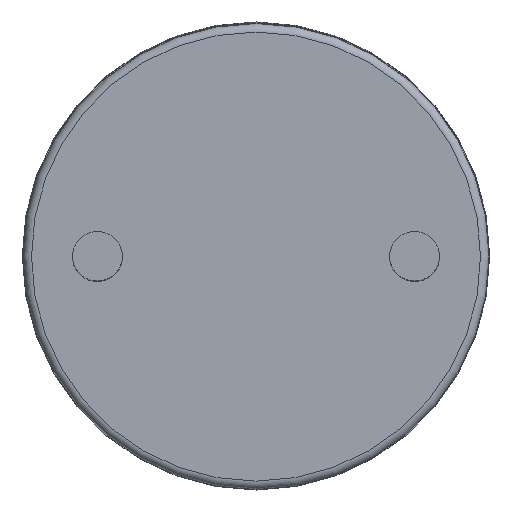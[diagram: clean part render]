
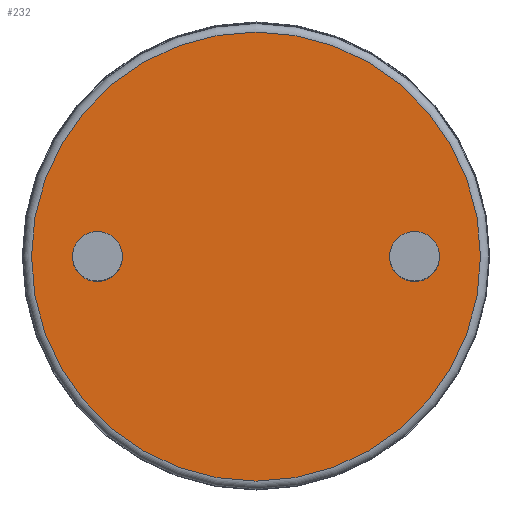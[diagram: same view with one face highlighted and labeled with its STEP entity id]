
A CAD part, front view. The second image highlights one B-rep face of the part: STEP entity #232.
In plain terms, the highlighted planar face has unit normal (0, -1, -0.003).
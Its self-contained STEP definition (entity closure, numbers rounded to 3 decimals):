
#15=FACE_BOUND('',#52,.T.);
#16=FACE_BOUND('',#53,.T.);
#27=PLANE('',#280);
#37=FACE_OUTER_BOUND('',#51,.T.);
#51=EDGE_LOOP('',(#184,#185));
#52=EDGE_LOOP('',(#186,#187));
#53=EDGE_LOOP('',(#188,#189));
#75=CIRCLE('',#261,1.5);
#76=CIRCLE('',#262,1.5);
#79=CIRCLE('',#267,1.5);
#80=CIRCLE('',#268,1.5);
#85=CIRCLE('',#275,13.45);
#86=CIRCLE('',#276,13.45);
#101=VERTEX_POINT('',#390);
#102=VERTEX_POINT('',#391);
#105=VERTEX_POINT('',#401);
#106=VERTEX_POINT('',#402);
#111=VERTEX_POINT('',#415);
#112=VERTEX_POINT('',#417);
#125=EDGE_CURVE('',#101,#102,#75,.T.);
#126=EDGE_CURVE('',#102,#101,#76,.T.);
#130=EDGE_CURVE('',#105,#106,#79,.T.);
#131=EDGE_CURVE('',#106,#105,#80,.T.);
#137=EDGE_CURVE('',#111,#112,#85,.T.);
#138=EDGE_CURVE('',#112,#111,#86,.T.);
#184=ORIENTED_EDGE('',*,*,#138,.F.);
#185=ORIENTED_EDGE('',*,*,#137,.F.);
#186=ORIENTED_EDGE('',*,*,#125,.T.);
#187=ORIENTED_EDGE('',*,*,#126,.T.);
#188=ORIENTED_EDGE('',*,*,#130,.T.);
#189=ORIENTED_EDGE('',*,*,#131,.T.);
#232=ADVANCED_FACE('',(#37,#15,#16),#27,.T.);
#261=AXIS2_PLACEMENT_3D('',#392,#304,#305);
#262=AXIS2_PLACEMENT_3D('',#393,#306,#307);
#267=AXIS2_PLACEMENT_3D('',#403,#317,#318);
#268=AXIS2_PLACEMENT_3D('',#404,#319,#320);
#275=AXIS2_PLACEMENT_3D('',#418,#334,#335);
#276=AXIS2_PLACEMENT_3D('',#419,#336,#337);
#280=AXIS2_PLACEMENT_3D('',#425,#345,#346);
#304=DIRECTION('center_axis',(0.,1.,0.003));
#305=DIRECTION('ref_axis',(1.,0.,0.));
#306=DIRECTION('center_axis',(0.,1.,0.003));
#307=DIRECTION('ref_axis',(1.,0.,0.));
#317=DIRECTION('center_axis',(0.,1.,0.003));
#318=DIRECTION('ref_axis',(1.,0.,0.));
#319=DIRECTION('center_axis',(0.,1.,0.003));
#320=DIRECTION('ref_axis',(1.,0.,0.));
#334=DIRECTION('center_axis',(0.,1.,0.003));
#335=DIRECTION('ref_axis',(0.,-0.003,1.));
#336=DIRECTION('center_axis',(0.,1.,0.003));
#337=DIRECTION('ref_axis',(0.,-0.003,1.));
#345=DIRECTION('center_axis',(0.,-1.,
-0.003));
#346=DIRECTION('ref_axis',(0.,0.003,-1.));
#390=CARTESIAN_POINT('',(146.5,74.763,-83.712));
#391=CARTESIAN_POINT('',(143.5,74.763,-83.712));
#392=CARTESIAN_POINT('Origin',(145.,74.763,-83.712));
#393=CARTESIAN_POINT('Origin',(145.,74.763,-83.712));
#401=CARTESIAN_POINT('',(127.5,74.763,-83.712));
#402=CARTESIAN_POINT('',(124.5,74.763,-83.712));
#403=CARTESIAN_POINT('Origin',(126.,74.763,-83.712));
#404=CARTESIAN_POINT('Origin',(126.,74.763,-83.712));
#415=CARTESIAN_POINT('',(148.95,74.763,-83.712));
#417=CARTESIAN_POINT('',(135.5,74.809,-97.162));
#418=CARTESIAN_POINT('Origin',(135.5,74.763,-83.712));
#419=CARTESIAN_POINT('Origin',(135.5,74.763,-83.712));
#425=CARTESIAN_POINT('Origin',(135.5,74.763,-83.712));
